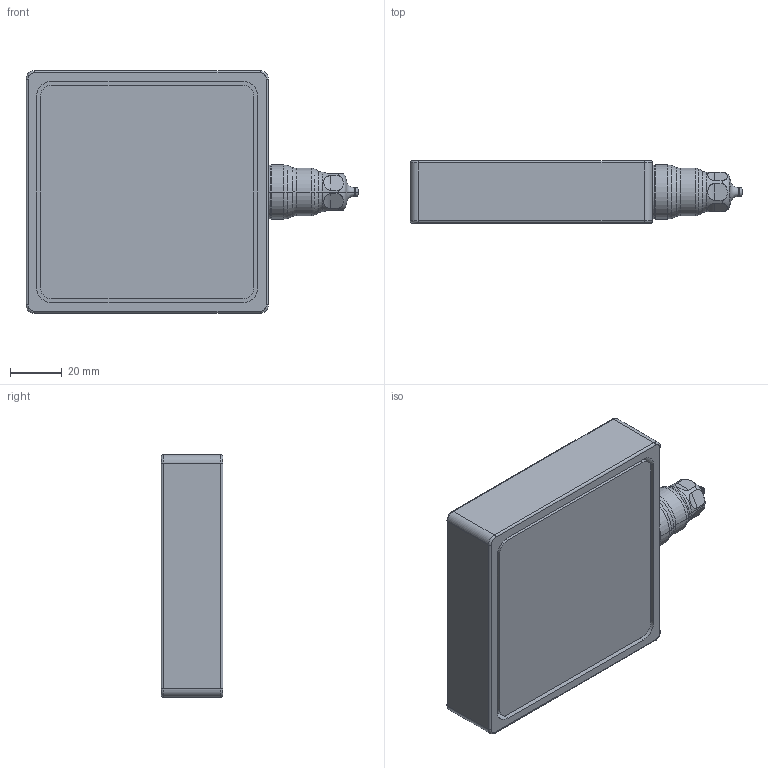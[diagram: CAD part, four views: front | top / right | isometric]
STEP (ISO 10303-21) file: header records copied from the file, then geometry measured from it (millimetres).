
FILE_DESCRIPTION (( 'STEP AP214' ), '1' );
FILE_NAME ('step_21974.STEP', '2022-08-10T14:07:08', ( '' ), ( '' ), 'SwSTEP 2.0', 'SolidWorks 2021', '' );
FILE_SCHEMA (( 'AUTOMOTIVE_DESIGN' ));
Length unit declared in the file: millimetre
Products named in the file (1): step_21974
Bounding box: 128.55 x 24 x 93.85 mm (x, y, z)
Volume: 117109.8 mm3; surface area: 57609.6 mm2
Topology: 10 solids, 14 shells, 640 faces, 1600 edges, 1020 vertices
Faces by surface type: plane 368, cylinder 172, cone 60, torus 40
Entity records: 28686 total; most frequent: CARTESIAN_POINT 5922, DIRECTION 3378, ORIENTED_EDGE 3180, EDGE_CURVE 1590, AXIS2_PLACEMENT_3D 1259, VERTEX_POINT 1020, LINE 860, VECTOR 860
